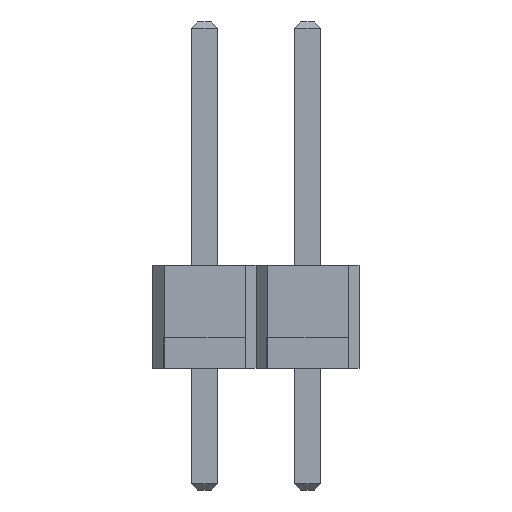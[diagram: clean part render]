
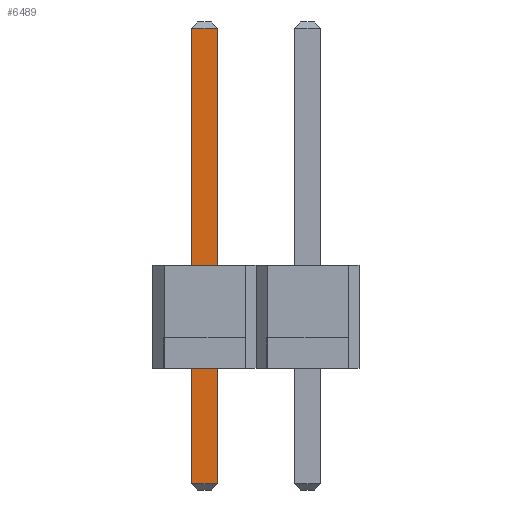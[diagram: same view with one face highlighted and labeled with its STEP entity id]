
A CAD part, front view. The second image highlights one B-rep face of the part: STEP entity #6489.
In plain terms, the highlighted planar face has unit normal (0, -1, 0).
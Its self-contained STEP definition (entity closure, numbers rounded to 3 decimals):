
#129=FACE_OUTER_BOUND('',#528,.T.);
#528=EDGE_LOOP('',(#4385,#4386,#4387,#4388));
#981=LINE('',#9111,#1893);
#988=LINE('',#9124,#1900);
#997=LINE('',#9142,#1909);
#1000=LINE('',#9147,#1912);
#1893=VECTOR('',#7388,10.);
#1900=VECTOR('',#7401,10.);
#1909=VECTOR('',#7418,10.);
#1912=VECTOR('',#7425,10.);
#2782=VERTEX_POINT('',#9094);
#2787=VERTEX_POINT('',#9105);
#2791=VERTEX_POINT('',#9123);
#2796=VERTEX_POINT('',#9137);
#3381=EDGE_CURVE('',#2782,#2787,#981,.T.);
#3388=EDGE_CURVE('',#2791,#2787,#988,.T.);
#3397=EDGE_CURVE('',#2791,#2796,#997,.T.);
#3400=EDGE_CURVE('',#2782,#2796,#1000,.T.);
#4385=ORIENTED_EDGE('',*,*,#3381,.F.);
#4386=ORIENTED_EDGE('',*,*,#3400,.T.);
#4387=ORIENTED_EDGE('',*,*,#3397,.F.);
#4388=ORIENTED_EDGE('',*,*,#3388,.T.);
#6093=PLANE('',#6922);
#6489=ADVANCED_FACE('',(#129),#6093,.T.);
#6922=AXIS2_PLACEMENT_3D('',#9149,#7428,#7429);
#7388=DIRECTION('',(-1.,0.,0.));
#7401=DIRECTION('',(0.,0.,-1.));
#7418=DIRECTION('',(1.,0.,0.));
#7425=DIRECTION('',(0.,0.,1.));
#7428=DIRECTION('center_axis',(0.,-1.,0.));
#7429=DIRECTION('ref_axis',(0.,0.,-1.));
#9094=CARTESIAN_POINT('',(-0.95,-6.67,-2.85));
#9105=CARTESIAN_POINT('',(-1.59,-6.67,-2.85));
#9111=CARTESIAN_POINT('',(-1.11,-6.67,-2.85));
#9123=CARTESIAN_POINT('',(-1.59,-6.67,8.39));
#9124=CARTESIAN_POINT('',(-1.59,-6.67,-3.));
#9137=CARTESIAN_POINT('',(-0.95,-6.67,8.39));
#9142=CARTESIAN_POINT('',(-1.43,-6.67,8.39));
#9147=CARTESIAN_POINT('',(-0.95,-6.67,8.54));
#9149=CARTESIAN_POINT('Origin',(-1.27,-6.67,2.77));
